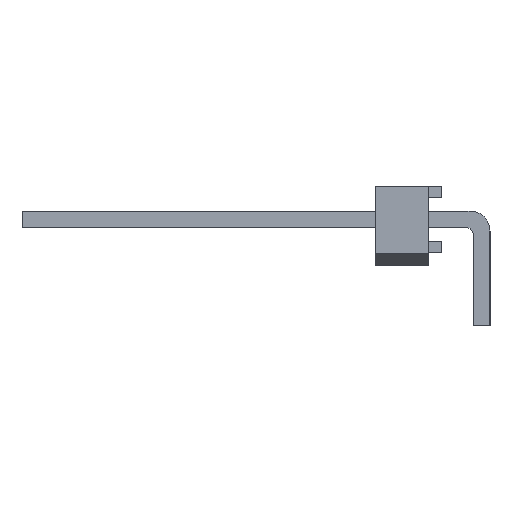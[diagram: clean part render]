
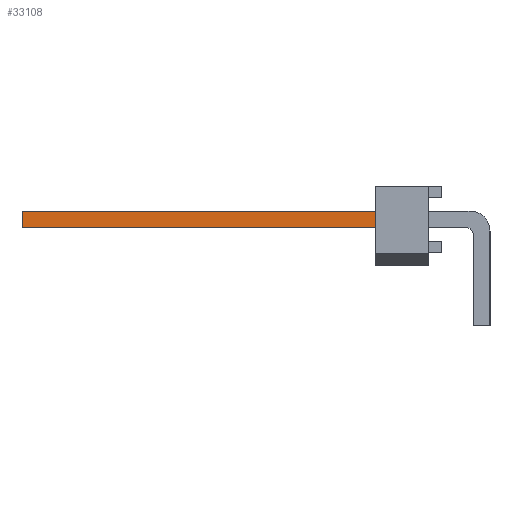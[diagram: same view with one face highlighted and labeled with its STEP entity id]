
A CAD part, left-side view. The second image highlights one B-rep face of the part: STEP entity #33108.
In plain terms, the highlighted face is planar.
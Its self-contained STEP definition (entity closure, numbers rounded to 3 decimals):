
#31719 = VERTEX_POINT('',#31720);
#31720 = CARTESIAN_POINT('',(26.988,17.526,-0.318));
#31726 = EDGE_CURVE('',#31727,#31719,#31729,.T.);
#31727 = VERTEX_POINT('',#31728);
#31728 = CARTESIAN_POINT('',(26.988,2.921,-0.318));
#31729 = LINE('',#31730,#31731);
#31730 = CARTESIAN_POINT('',(26.988,0.445,-0.318));
#31731 = VECTOR('',#31732,1.);
#31732 = DIRECTION('',(0.,1.,0.));
#32599 = VERTEX_POINT('',#32600);
#32600 = CARTESIAN_POINT('',(26.988,2.921,0.318));
#32606 = EDGE_CURVE('',#32607,#32599,#32609,.T.);
#32607 = VERTEX_POINT('',#32608);
#32608 = CARTESIAN_POINT('',(26.988,17.526,0.318));
#32609 = LINE('',#32610,#32611);
#32610 = CARTESIAN_POINT('',(26.988,17.526,0.318));
#32611 = VECTOR('',#32612,1.);
#32612 = DIRECTION('',(0.,-1.,0.));
#33097 = EDGE_CURVE('',#31719,#32607,#33098,.T.);
#33098 = LINE('',#33099,#33100);
#33099 = CARTESIAN_POINT('',(26.988,17.526,-0.318));
#33100 = VECTOR('',#33101,1.);
#33101 = DIRECTION('',(0.,0.,1.));
#33108 = ADVANCED_FACE('',(#33109),#33120,.T.);
#33109 = FACE_BOUND('',#33110,.T.);
#33110 = EDGE_LOOP('',(#33111,#33112,#33118,#33119));
#33111 = ORIENTED_EDGE('',*,*,#32606,.T.);
#33112 = ORIENTED_EDGE('',*,*,#33113,.T.);
#33113 = EDGE_CURVE('',#32599,#31727,#33114,.T.);
#33114 = LINE('',#33115,#33116);
#33115 = CARTESIAN_POINT('',(26.988,2.921,0.445));
#33116 = VECTOR('',#33117,1.);
#33117 = DIRECTION('',(0.,0.,-1.));
#33118 = ORIENTED_EDGE('',*,*,#31726,.T.);
#33119 = ORIENTED_EDGE('',*,*,#33097,.T.);
#33120 = PLANE('',#33121);
#33121 = AXIS2_PLACEMENT_3D('',#33122,#33123,#33124);
#33122 = CARTESIAN_POINT('',(26.988,0.445,0.445));
#33123 = DIRECTION('',(1.,0.,0.));
#33124 = DIRECTION('',(0.,0.,-1.));
